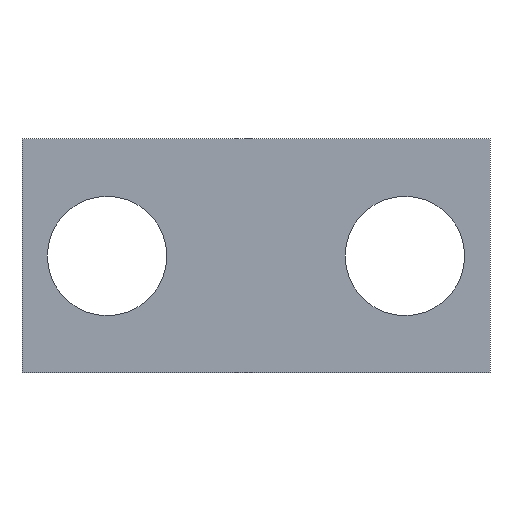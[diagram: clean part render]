
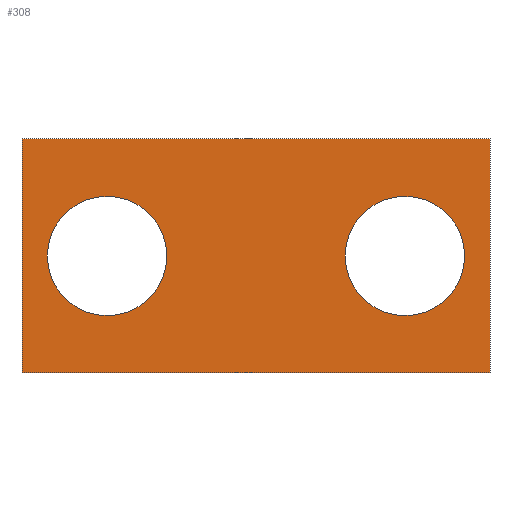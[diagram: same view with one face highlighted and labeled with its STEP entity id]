
A CAD part, front view. The second image highlights one B-rep face of the part: STEP entity #308.
In plain terms, the highlighted planar face has unit normal (0, -1, 0).
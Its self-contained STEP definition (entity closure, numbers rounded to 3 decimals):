
#19=FACE_BOUND('',#59,.T.);
#20=FACE_BOUND('',#60,.T.);
#23=CIRCLE('',#341,5.1);
#24=CIRCLE('',#343,5.1);
#40=FACE_OUTER_BOUND('',#58,.T.);
#58=EDGE_LOOP('',(#273,#274,#275,#276));
#59=EDGE_LOOP('',(#277));
#60=EDGE_LOOP('',(#278));
#90=LINE('',#497,#126);
#92=LINE('',#501,#128);
#94=LINE('',#505,#130);
#96=LINE('',#508,#132);
#126=VECTOR('',#412,10.);
#128=VECTOR('',#416,10.);
#130=VECTOR('',#420,10.);
#132=VECTOR('',#424,10.);
#153=VERTEX_POINT('',#486);
#154=VERTEX_POINT('',#490);
#155=VERTEX_POINT('',#494);
#156=VERTEX_POINT('',#496);
#157=VERTEX_POINT('',#500);
#158=VERTEX_POINT('',#504);
#187=EDGE_CURVE('',#153,#153,#23,.T.);
#189=EDGE_CURVE('',#154,#154,#24,.T.);
#192=EDGE_CURVE('',#156,#155,#90,.T.);
#194=EDGE_CURVE('',#157,#156,#92,.T.);
#196=EDGE_CURVE('',#158,#157,#94,.T.);
#198=EDGE_CURVE('',#155,#158,#96,.T.);
#273=ORIENTED_EDGE('',*,*,#198,.T.);
#274=ORIENTED_EDGE('',*,*,#196,.T.);
#275=ORIENTED_EDGE('',*,*,#194,.T.);
#276=ORIENTED_EDGE('',*,*,#192,.T.);
#277=ORIENTED_EDGE('',*,*,#189,.T.);
#278=ORIENTED_EDGE('',*,*,#187,.T.);
#292=PLANE('',#348);
#308=ADVANCED_FACE('',(#40,#19,#20),#292,.F.);
#341=AXIS2_PLACEMENT_3D('',#487,#401,#402);
#343=AXIS2_PLACEMENT_3D('',#491,#406,#407);
#348=AXIS2_PLACEMENT_3D('',#509,#425,#426);
#401=DIRECTION('center_axis',(0.,1.,0.));
#402=DIRECTION('ref_axis',(1.,0.,0.));
#406=DIRECTION('center_axis',(0.,1.,0.));
#407=DIRECTION('ref_axis',(1.,0.,0.));
#412=DIRECTION('',(0.,0.,-1.));
#416=DIRECTION('',(-1.,0.,0.));
#420=DIRECTION('',(0.,0.,1.));
#424=DIRECTION('',(1.,0.,0.));
#425=DIRECTION('center_axis',(0.,1.,0.));
#426=DIRECTION('ref_axis',(0.,0.,1.));
#486=CARTESIAN_POINT('',(7.628,-2.,0.));
#487=CARTESIAN_POINT('Origin',(12.728,-2.,0.));
#490=CARTESIAN_POINT('',(-17.828,-2.,0.));
#491=CARTESIAN_POINT('Origin',(-12.728,-2.,0.));
#494=CARTESIAN_POINT('',(-20.,-2.,-10.));
#496=CARTESIAN_POINT('',(-20.,-2.,10.));
#497=CARTESIAN_POINT('',(-20.,-2.,-10.));
#500=CARTESIAN_POINT('',(20.,-2.,10.));
#501=CARTESIAN_POINT('',(-20.,-2.,10.));
#504=CARTESIAN_POINT('',(20.,-2.,-10.));
#505=CARTESIAN_POINT('',(20.,-2.,10.));
#508=CARTESIAN_POINT('',(20.,-2.,-10.));
#509=CARTESIAN_POINT('Origin',(0.,-2.,0.));
